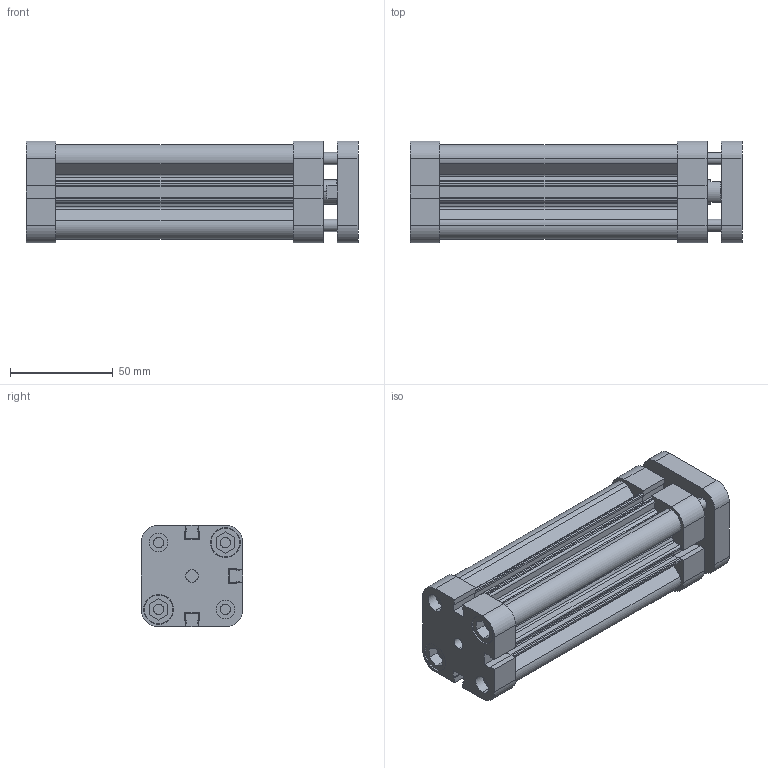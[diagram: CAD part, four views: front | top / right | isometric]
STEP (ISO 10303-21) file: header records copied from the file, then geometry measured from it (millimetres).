
FILE_DESCRIPTION (( 'STEP AP214' ), '1' );
FILE_NAME ('KCY-32-100-CYLINDER.STEP', '2013-07-24T14:21:08', ( '' ), ( '' ), 'SwSTEP 2.0', 'SolidWorks 2010', '' );
FILE_SCHEMA (( 'AUTOMOTIVE_DESIGN' ));
Length unit declared in the file: millimetre
Products named in the file (6): KCY  32  ARKA KAPAK; KCY  32  烰 KAPAK; KCY  32  M尳; KCY 32  BORU_Varsayýlan; KCY  32  BAÐ. BRAKET; KCY-32-100-CYLINDER
Assembly tree (5 placements, depth 2):
  KCY-32-100-CYLINDER
    KCY 32  BORU_Varsayýlan
    KCY  32  BAÐ. BRAKET
    KCY  32  烰 KAPAK
    KCY  32  ARKA KAPAK
    KCY  32  M尳
Bounding box: 161.5 x 49.5 x 49.5 mm (x, y, z)
Volume: 188881.6 mm3; surface area: 96933.9 mm2
Topology: 5 solids, 5 shells, 333 faces, 888 edges, 587 vertices
Faces by surface type: plane 173, cylinder 146, cone 14
Entity records: 10976 total; most frequent: DIRECTION 1864, CARTESIAN_POINT 1838, ORIENTED_EDGE 1772, EDGE_CURVE 886, AXIS2_PLACEMENT_3D 645, VERTEX_POINT 587, LINE 574, VECTOR 574
